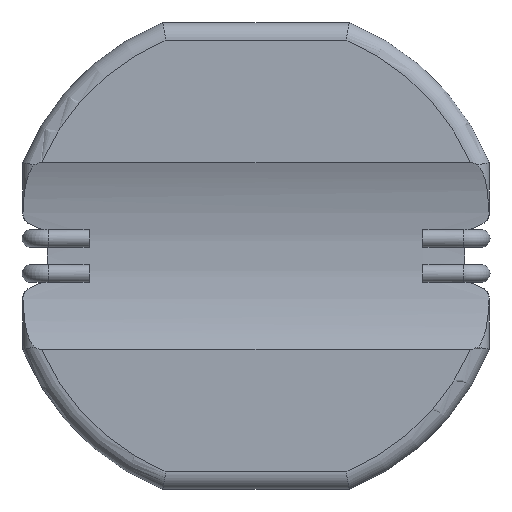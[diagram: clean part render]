
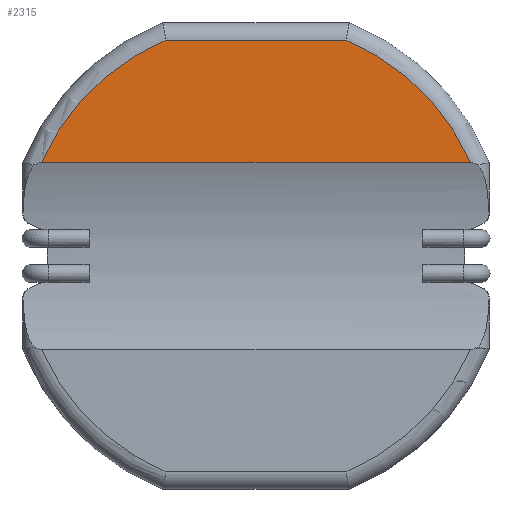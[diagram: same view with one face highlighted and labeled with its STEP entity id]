
A CAD part, front view. The second image highlights one B-rep face of the part: STEP entity #2315.
In plain terms, the highlighted planar face has unit normal (0, -1, 0).
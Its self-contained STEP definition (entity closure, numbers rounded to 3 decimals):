
#26=PLANE('',#2514);
#78=LINE('',#4032,#200);
#86=LINE('',#4220,#208);
#200=VECTOR('',#2870,7.35);
#208=VECTOR('',#2908,3.082);
#531=FACE_OUTER_BOUND('',#698,.T.);
#698=EDGE_LOOP('',(#1676,#1677,#1678,#1679));
#853=CIRCLE('',#2515,4.008);
#854=CIRCLE('',#2516,4.008);
#1014=VERTEX_POINT('',#4022);
#1015=VERTEX_POINT('',#4031);
#1033=VERTEX_POINT('',#4216);
#1034=VERTEX_POINT('',#4218);
#1240=EDGE_CURVE('',#1015,#1014,#78,.T.);
#1271=EDGE_CURVE('',#1033,#1015,#853,.T.);
#1272=EDGE_CURVE('',#1014,#1034,#854,.T.);
#1273=EDGE_CURVE('',#1034,#1033,#86,.T.);
#1676=ORIENTED_EDGE('',*,*,#1271,.T.);
#1677=ORIENTED_EDGE('',*,*,#1240,.T.);
#1678=ORIENTED_EDGE('',*,*,#1272,.T.);
#1679=ORIENTED_EDGE('',*,*,#1273,.T.);
#2315=ADVANCED_FACE('',(#531),#26,.F.);
#2514=AXIS2_PLACEMENT_3D('',#4215,#2902,#2903);
#2515=AXIS2_PLACEMENT_3D('',#4217,#2904,#2905);
#2516=AXIS2_PLACEMENT_3D('',#4219,#2906,#2907);
#2870=DIRECTION('',(1.,0.,0.));
#2902=DIRECTION('center_axis',(0.,1.,0.));
#2903=DIRECTION('ref_axis',(0.,0.,1.));
#2904=DIRECTION('center_axis',(0.,-1.,0.));
#2905=DIRECTION('ref_axis',(0.,0.,1.));
#2906=DIRECTION('center_axis',(0.,-1.,0.));
#2907=DIRECTION('ref_axis',(0.,0.,1.));
#2908=DIRECTION('',(-1.,0.,0.));
#4022=CARTESIAN_POINT('',(3.675,0.,1.6));
#4031=CARTESIAN_POINT('',(-3.675,0.,1.6));
#4032=CARTESIAN_POINT('',(-4.,0.,1.6));
#4215=CARTESIAN_POINT('Origin',(0.,0.,0.));
#4216=CARTESIAN_POINT('',(-1.541,0.,3.7));
#4217=CARTESIAN_POINT('Origin',(0.,0.,0.));
#4218=CARTESIAN_POINT('',(1.541,0.,3.7));
#4219=CARTESIAN_POINT('Origin',(0.,0.,0.));
#4220=CARTESIAN_POINT('',(0.,0.,3.7));
